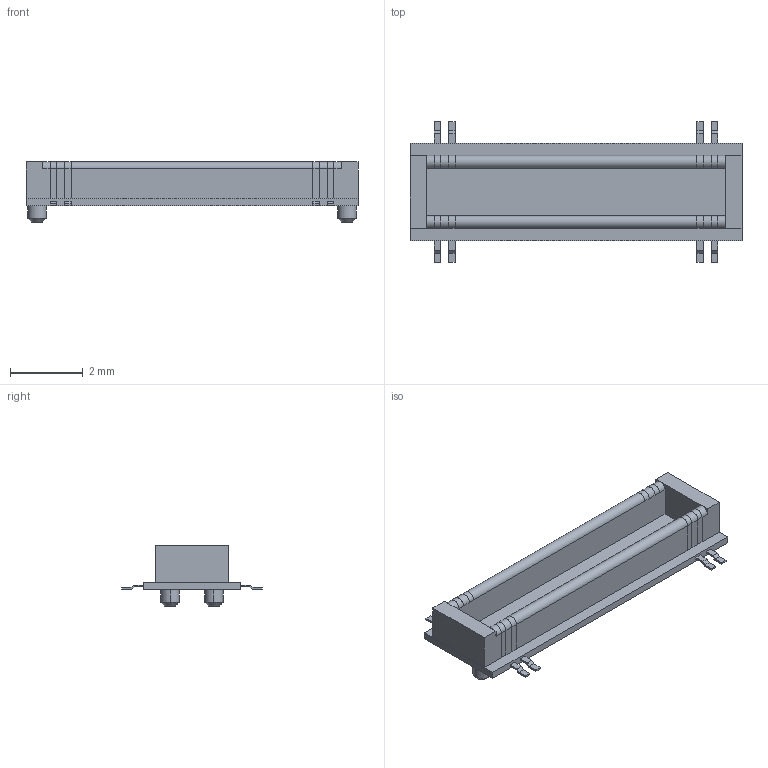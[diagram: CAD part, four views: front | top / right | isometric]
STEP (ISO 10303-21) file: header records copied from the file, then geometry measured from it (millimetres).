
FILE_DESCRIPTION((''),'2;1');
FILE_NAME('AVX_14 5602 040 000 829.stp','2014-10-08T18:17:07',(''),(''),'Mechanical Desktop 2011','Mechanical Desktop 2011',', , ');
FILE_SCHEMA(('AUTOMOTIVE_DESIGN { 1 2 10303 214 1 1 1 1 }'));
Length unit declared in the file: millimetre
Products named in the file (1): Product
Bounding box: 9.1 x 3.86 x 1.65 mm (x, y, z)
Volume: 12.4 mm3; surface area: 117.3 mm2
Topology: 20 solids, 20 shells, 219 faces, 516 edges, 336 vertices
Faces by surface type: plane 113, bspline 84, cylinder 18, cone 4
Entity records: 6259 total; most frequent: CARTESIAN_POINT 1380, ORIENTED_EDGE 1032, DIRECTION 840, EDGE_CURVE 516, VECTOR 464, LINE 464, VERTEX_POINT 336, EDGE_LOOP 220
